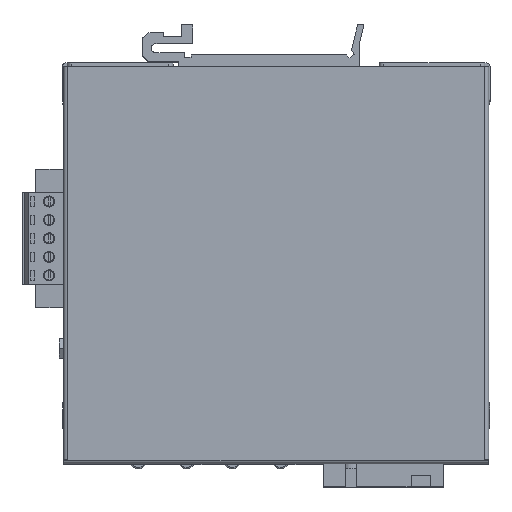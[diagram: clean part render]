
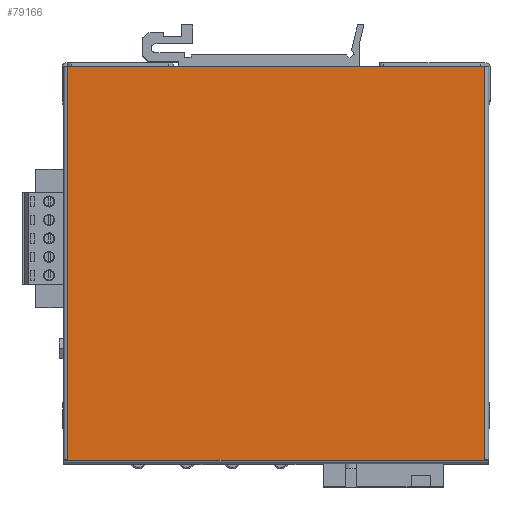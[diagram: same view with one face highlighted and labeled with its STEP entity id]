
A CAD part, top view. The second image highlights one B-rep face of the part: STEP entity #79166.
In plain terms, the highlighted planar face has unit normal (0, 0, 1).
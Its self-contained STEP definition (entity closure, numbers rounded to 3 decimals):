
#66917=DIRECTION('',(-1.,0.,0.));
#66918=VECTOR('',#66917,90.2);
#66919=CARTESIAN_POINT('',(3523.43,-1200.275,28.));
#66920=LINE('',#66919,#66918);
#67449=DIRECTION('',(0.,-1.,0.));
#67450=VECTOR('',#67449,85.1);
#67451=CARTESIAN_POINT('',(3523.53,-1115.075,28.));
#67452=LINE('',#67451,#67450);
#67491=DIRECTION('',(0.,-1.,0.));
#67492=VECTOR('',#67491,0.1);
#67493=CARTESIAN_POINT('',(3433.23,-1200.175,28.));
#67494=LINE('',#67493,#67492);
#67495=DIRECTION('',(1.,0.,0.));
#67496=VECTOR('',#67495,0.1);
#67497=CARTESIAN_POINT('',(3433.13,-1200.175,28.));
#67498=LINE('',#67497,#67496);
#67499=DIRECTION('',(-1.,0.,0.));
#67500=VECTOR('',#67499,90.4);
#67501=CARTESIAN_POINT('',(3523.53,-1115.075,28.));
#67502=LINE('',#67501,#67500);
#67503=DIRECTION('',(1.,0.,0.));
#67504=VECTOR('',#67503,0.1);
#67505=CARTESIAN_POINT('',(3523.43,-1200.175,28.));
#67506=LINE('',#67505,#67504);
#67507=DIRECTION('',(0.,1.,0.));
#67508=VECTOR('',#67507,0.1);
#67509=CARTESIAN_POINT('',(3523.43,-1200.275,28.));
#67510=LINE('',#67509,#67508);
#67532=DIRECTION('',(0.,1.,0.));
#67533=VECTOR('',#67532,85.1);
#67534=CARTESIAN_POINT('',(3433.13,-1200.175,28.));
#67535=LINE('',#67534,#67533);
#75579=CARTESIAN_POINT('',(3523.43,-1200.275,28.));
#75580=VERTEX_POINT('',#75579);
#75591=CARTESIAN_POINT('',(3433.23,-1200.275,28.));
#75592=VERTEX_POINT('',#75591);
#75595=CARTESIAN_POINT('',(3523.53,-1115.075,28.));
#75597=VERTEX_POINT('',#75595);
#75607=CARTESIAN_POINT('',(3523.53,-1200.175,28.));
#75608=VERTEX_POINT('',#75607);
#75617=CARTESIAN_POINT('',(3523.43,-1200.175,28.));
#75618=VERTEX_POINT('',#75617);
#75619=CARTESIAN_POINT('',(3433.23,-1200.175,28.));
#75620=VERTEX_POINT('',#75619);
#75625=CARTESIAN_POINT('',(3433.13,-1115.075,28.));
#75626=VERTEX_POINT('',#75625);
#75631=CARTESIAN_POINT('',(3433.13,-1200.175,28.));
#75632=VERTEX_POINT('',#75631);
#79147=CARTESIAN_POINT('',(3478.33,-1158.497,28.));
#79148=DIRECTION('',(0.,0.,1.));
#79149=DIRECTION('',(1.,0.,0.));
#79150=AXIS2_PLACEMENT_3D('',#79147,#79148,#79149);
#79151=PLANE('',#79150);
#79152=ORIENTED_EDGE('',*,*,#78432,.T.);
#79154=ORIENTED_EDGE('',*,*,#79153,.F.);
#79156=ORIENTED_EDGE('',*,*,#79155,.F.);
#79158=ORIENTED_EDGE('',*,*,#79157,.T.);
#79159=ORIENTED_EDGE('',*,*,#79129,.F.);
#79160=ORIENTED_EDGE('',*,*,#79118,.T.);
#79162=ORIENTED_EDGE('',*,*,#79161,.F.);
#79163=ORIENTED_EDGE('',*,*,#78982,.F.);
#79164=EDGE_LOOP('',(#79152,#79154,#79156,#79158,#79159,#79160,#79162,#79163));
#79165=FACE_OUTER_BOUND('',#79164,.F.);
#78432=EDGE_CURVE('',#75580,#75592,#66920,.T.);
#78982=EDGE_CURVE('',#75580,#75618,#67510,.T.);
#79118=EDGE_CURVE('',#75597,#75608,#67452,.T.);
#79129=EDGE_CURVE('',#75597,#75626,#67502,.T.);
#79153=EDGE_CURVE('',#75620,#75592,#67494,.T.);
#79155=EDGE_CURVE('',#75632,#75620,#67498,.T.);
#79157=EDGE_CURVE('',#75632,#75626,#67535,.T.);
#79161=EDGE_CURVE('',#75618,#75608,#67506,.T.);
#79166=ADVANCED_FACE('',(#79165),#79151,.T.);
